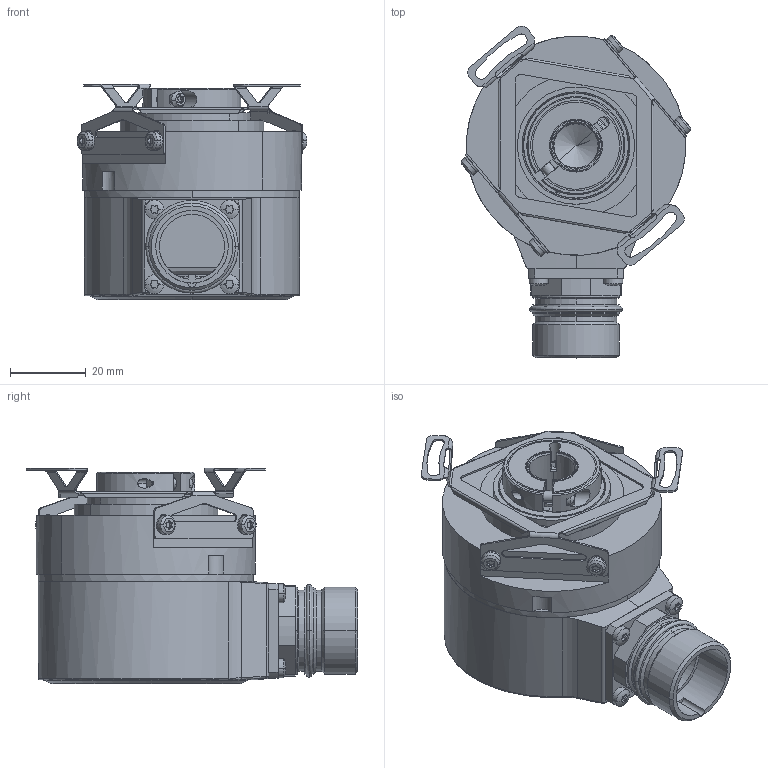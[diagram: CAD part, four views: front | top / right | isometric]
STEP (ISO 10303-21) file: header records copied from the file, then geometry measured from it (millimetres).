
FILE_DESCRIPTION((''),'2;1');
FILE_NAME('767937','2011-11-28T',('se2930'),(''),'PRO/ENGINEER BY PARAMETRIC TECHNOLOGY CORPORATION, 2010180','PRO/ENGINEER BY PARAMETRIC TECHNOLOGY CORPORATION, 2010180','');
FILE_SCHEMA(('CONFIG_CONTROL_DESIGN','SHAPE_APPEARANCE_LAYERS_GROUPS'));
Length unit declared in the file: millimetre
Products named in the file (1): 767937
Bounding box: 60.8 x 87.76 x 57 mm (x, y, z)
Volume: 65615.6 mm3; surface area: 50668.8 mm2
Topology: 15 solids, 29 shells, 1811 faces, 4986 edges, 3179 vertices
Faces by surface type: cylinder 860, plane 557, cone 217, sphere 68, bspline 57, torus 52
Entity records: 71767 total; most frequent: CARTESIAN_POINT 18166, ORIENTED_EDGE 9756, DIRECTION 9569, EDGE_CURVE 4878, AXIS2_PLACEMENT_3D 3710, VERTEX_POINT 3179, VECTOR 2149, LINE 2149
